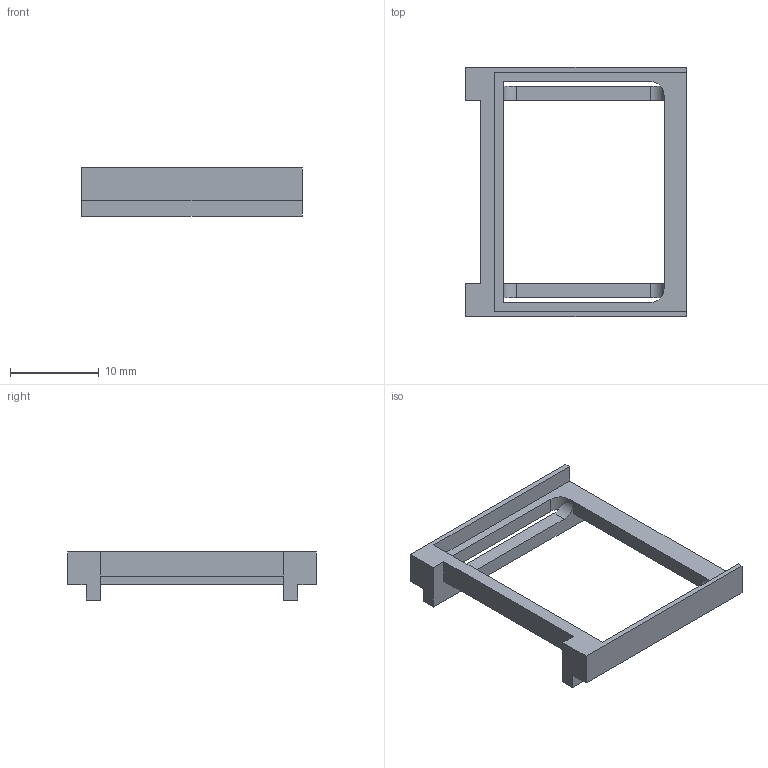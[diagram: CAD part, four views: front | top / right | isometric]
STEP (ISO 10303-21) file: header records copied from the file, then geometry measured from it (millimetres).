
FILE_DESCRIPTION(/* description */ ('STEP AP242','CAx-IF Rec.Pracs.---Representation and Presentation of Product Manufacturing Information (PMI)---4.0---2014-10-13','CAx-IF Rec.Pracs.---3D Tessellated Geometry---0.4---2014-09-14','2;1'),/* implementation_level */ '2;1');
FILE_NAME(/* name */ '65301a14ac72a5213bf33605',/* time_stamp */ '2023-10-18T17:47:01Z',/* author */ (''),/* organization */ (''),/* preprocessor_version */ 'ST-DEVELOPER v19.4',/* originating_system */ ' ',/* authorisation */ ' ');
FILE_SCHEMA (('AP242_MANAGED_MODEL_BASED_3D_ENGINEERING_MIM_LF { 1 0 10303 442 1 1 4 }'));
Length unit declared in the file: metre
Products named in the file (1): Signal_gen_box v14
Bounding box: 24.8 x 28 x 5.4 mm (x, y, z)
Volume: 606.8 mm3; surface area: 1314.2 mm2
Topology: 1 solids, 1 shells, 33 faces, 108 edges, 72 vertices
Faces by surface type: plane 27, cylinder 6
Entity records: 1210 total; most frequent: ORIENTED_EDGE 216, CARTESIAN_POINT 214, DIRECTION 190, EDGE_CURVE 108, LINE 94, VECTOR 94, VERTEX_POINT 72, AXIS2_PLACEMENT_3D 48
